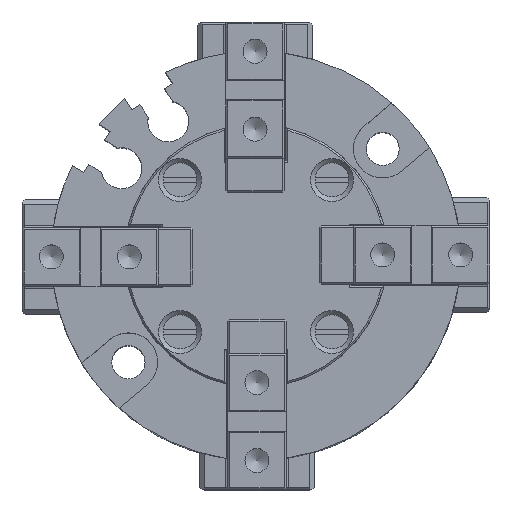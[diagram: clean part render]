
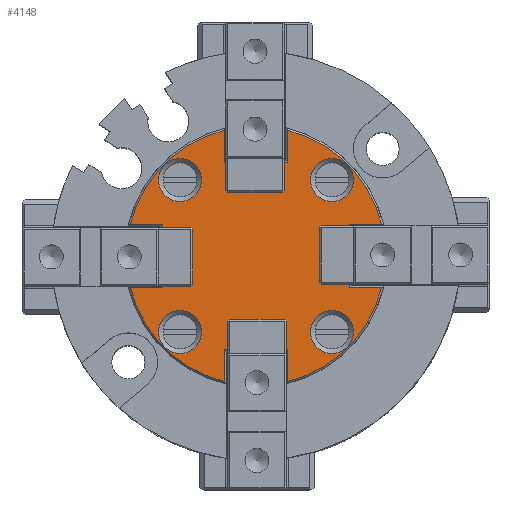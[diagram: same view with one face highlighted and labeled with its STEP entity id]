
A CAD part, top view. The second image highlights one B-rep face of the part: STEP entity #4148.
In plain terms, the highlighted planar face has unit normal (0, 0, 1).
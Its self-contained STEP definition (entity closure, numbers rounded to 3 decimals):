
#387=LINE('',#6801,#798);
#396=LINE('',#6822,#807);
#407=LINE('',#6851,#818);
#428=LINE('',#6917,#839);
#438=LINE('',#6942,#849);
#449=LINE('',#6974,#860);
#456=LINE('',#6995,#867);
#459=LINE('',#7001,#870);
#461=LINE('',#7004,#872);
#469=LINE('',#7024,#880);
#472=LINE('',#7030,#883);
#474=LINE('',#7033,#885);
#798=VECTOR('',#5523,10.);
#807=VECTOR('',#5540,10.);
#818=VECTOR('',#5561,10.);
#839=VECTOR('',#5612,10.);
#849=VECTOR('',#5630,10.);
#860=VECTOR('',#5657,10.);
#867=VECTOR('',#5676,10.);
#870=VECTOR('',#5681,10.);
#872=VECTOR('',#5685,10.);
#880=VECTOR('',#5707,10.);
#883=VECTOR('',#5712,10.);
#885=VECTOR('',#5716,10.);
#1078=PLANE('',#4624);
#1137=FACE_BOUND('',#1711,.T.);
#1138=FACE_BOUND('',#1712,.T.);
#1139=FACE_BOUND('',#1713,.T.);
#1140=FACE_BOUND('',#1714,.T.);
#1420=FACE_OUTER_BOUND('',#1710,.T.);
#1710=EDGE_LOOP('',(#3787,#3788,#3789,#3790,#3791,#3792,#3793,#3794,#3795,
#3796,#3797,#3798,#3799,#3800,#3801,#3802));
#1711=EDGE_LOOP('',(#3803));
#1712=EDGE_LOOP('',(#3804));
#1713=EDGE_LOOP('',(#3805));
#1714=EDGE_LOOP('',(#3806));
#1825=CIRCLE('',#4525,2.2);
#1828=CIRCLE('',#4530,2.2);
#1831=CIRCLE('',#4535,2.2);
#1834=CIRCLE('',#4540,2.2);
#1841=CIRCLE('',#4573,13.3);
#1845=CIRCLE('',#4594,13.3);
#1847=CIRCLE('',#4601,13.3);
#1849=CIRCLE('',#4610,13.3);
#2114=VERTEX_POINT('',#6715);
#2117=VERTEX_POINT('',#6723);
#2120=VERTEX_POINT('',#6731);
#2123=VERTEX_POINT('',#6739);
#2133=VERTEX_POINT('',#6769);
#2138=VERTEX_POINT('',#6787);
#2141=VERTEX_POINT('',#6800);
#2149=VERTEX_POINT('',#6821);
#2155=VERTEX_POINT('',#6840);
#2161=VERTEX_POINT('',#6867);
#2164=VERTEX_POINT('',#6879);
#2171=VERTEX_POINT('',#6903);
#2174=VERTEX_POINT('',#6916);
#2182=VERTEX_POINT('',#6941);
#2188=VERTEX_POINT('',#6963);
#2191=VERTEX_POINT('',#6978);
#2194=VERTEX_POINT('',#6994);
#2196=VERTEX_POINT('',#7000);
#2201=VERTEX_POINT('',#7023);
#2203=VERTEX_POINT('',#7029);
#2597=EDGE_CURVE('',#2114,#2114,#1825,.T.);
#2600=EDGE_CURVE('',#2117,#2117,#1828,.T.);
#2603=EDGE_CURVE('',#2120,#2120,#1831,.T.);
#2606=EDGE_CURVE('',#2123,#2123,#1834,.T.);
#2631=EDGE_CURVE('',#2133,#2141,#387,.T.);
#2641=EDGE_CURVE('',#2141,#2149,#396,.T.);
#2654=EDGE_CURVE('',#2149,#2155,#407,.T.);
#2672=EDGE_CURVE('',#2155,#2164,#1841,.T.);
#2683=EDGE_CURVE('',#2164,#2174,#428,.T.);
#2694=EDGE_CURVE('',#2174,#2182,#438,.T.);
#2709=EDGE_CURVE('',#2182,#2188,#449,.T.);
#2716=EDGE_CURVE('',#2188,#2191,#1845,.T.);
#2719=EDGE_CURVE('',#2191,#2194,#456,.T.);
#2722=EDGE_CURVE('',#2194,#2196,#459,.T.);
#2724=EDGE_CURVE('',#2196,#2171,#461,.T.);
#2729=EDGE_CURVE('',#2171,#2161,#1847,.T.);
#2735=EDGE_CURVE('',#2161,#2201,#469,.T.);
#2738=EDGE_CURVE('',#2201,#2203,#472,.T.);
#2740=EDGE_CURVE('',#2203,#2138,#474,.T.);
#2745=EDGE_CURVE('',#2138,#2133,#1849,.T.);
#3787=ORIENTED_EDGE('',*,*,#2631,.F.);
#3788=ORIENTED_EDGE('',*,*,#2745,.F.);
#3789=ORIENTED_EDGE('',*,*,#2740,.F.);
#3790=ORIENTED_EDGE('',*,*,#2738,.F.);
#3791=ORIENTED_EDGE('',*,*,#2735,.F.);
#3792=ORIENTED_EDGE('',*,*,#2729,.F.);
#3793=ORIENTED_EDGE('',*,*,#2724,.F.);
#3794=ORIENTED_EDGE('',*,*,#2722,.F.);
#3795=ORIENTED_EDGE('',*,*,#2719,.F.);
#3796=ORIENTED_EDGE('',*,*,#2716,.F.);
#3797=ORIENTED_EDGE('',*,*,#2709,.F.);
#3798=ORIENTED_EDGE('',*,*,#2694,.F.);
#3799=ORIENTED_EDGE('',*,*,#2683,.F.);
#3800=ORIENTED_EDGE('',*,*,#2672,.F.);
#3801=ORIENTED_EDGE('',*,*,#2654,.F.);
#3802=ORIENTED_EDGE('',*,*,#2641,.F.);
#3803=ORIENTED_EDGE('',*,*,#2597,.T.);
#3804=ORIENTED_EDGE('',*,*,#2600,.T.);
#3805=ORIENTED_EDGE('',*,*,#2603,.T.);
#3806=ORIENTED_EDGE('',*,*,#2606,.T.);
#4148=ADVANCED_FACE('',(#1420,#1137,#1138,#1139,#1140),#1078,.T.);
#4525=AXIS2_PLACEMENT_3D('',#6716,#5447,#5448);
#4530=AXIS2_PLACEMENT_3D('',#6724,#5457,#5458);
#4535=AXIS2_PLACEMENT_3D('',#6732,#5467,#5468);
#4540=AXIS2_PLACEMENT_3D('',#6740,#5477,#5478);
#4573=AXIS2_PLACEMENT_3D('',#6893,#5592,#5593);
#4594=AXIS2_PLACEMENT_3D('',#6989,#5669,#5670);
#4601=AXIS2_PLACEMENT_3D('',#7013,#5694,#5695);
#4610=AXIS2_PLACEMENT_3D('',#7042,#5725,#5726);
#4624=AXIS2_PLACEMENT_3D('',#7066,#5763,#5764);
#5447=DIRECTION('center_axis',(0.,0.,-1.));
#5448=DIRECTION('ref_axis',(1.,0.,0.));
#5457=DIRECTION('center_axis',(0.,0.,-1.));
#5458=DIRECTION('ref_axis',(1.,0.,0.));
#5467=DIRECTION('center_axis',(0.,0.,-1.));
#5468=DIRECTION('ref_axis',(1.,0.,0.));
#5477=DIRECTION('center_axis',(0.,0.,-1.));
#5478=DIRECTION('ref_axis',(1.,0.,0.));
#5523=DIRECTION('',(0.,1.,0.));
#5540=DIRECTION('',(-1.,0.,0.));
#5561=DIRECTION('',(0.,-1.,0.));
#5592=DIRECTION('center_axis',(0.,0.,-1.));
#5593=DIRECTION('ref_axis',(-0.974,-0.226,0.));
#5612=DIRECTION('',(1.,0.,0.));
#5630=DIRECTION('',(0.,1.,0.));
#5657=DIRECTION('',(-1.,0.,0.));
#5669=DIRECTION('center_axis',(0.,0.,-1.));
#5670=DIRECTION('ref_axis',(-0.226,0.974,0.));
#5676=DIRECTION('',(0.,-1.,0.));
#5681=DIRECTION('',(1.,0.,0.));
#5685=DIRECTION('',(0.,1.,0.));
#5694=DIRECTION('center_axis',(0.,0.,-1.));
#5695=DIRECTION('ref_axis',(0.974,0.226,0.));
#5707=DIRECTION('',(-1.,0.,0.));
#5712=DIRECTION('',(0.,-1.,0.));
#5716=DIRECTION('',(1.,0.,0.));
#5725=DIRECTION('center_axis',(0.,0.,-1.));
#5726=DIRECTION('ref_axis',(0.226,-0.974,0.));
#5763=DIRECTION('center_axis',(0.,0.,1.));
#5764=DIRECTION('ref_axis',(1.,0.,0.));
#6715=CARTESIAN_POINT('',(-5.6,-7.8,2.));
#6716=CARTESIAN_POINT('Origin',(-7.8,-7.8,2.));
#6723=CARTESIAN_POINT('',(-5.6,7.8,2.));
#6724=CARTESIAN_POINT('Origin',(-7.8,7.8,2.));
#6731=CARTESIAN_POINT('',(10.,7.8,2.));
#6732=CARTESIAN_POINT('Origin',(7.8,7.8,2.));
#6739=CARTESIAN_POINT('',(10.,-7.8,2.));
#6740=CARTESIAN_POINT('Origin',(7.8,-7.8,2.));
#6769=CARTESIAN_POINT('',(3.25,-12.897,2.));
#6787=CARTESIAN_POINT('',(12.897,-3.25,2.));
#6800=CARTESIAN_POINT('',(3.25,-9.6,2.));
#6801=CARTESIAN_POINT('',(3.25,-4.9,2.));
#6821=CARTESIAN_POINT('',(-3.25,-9.6,2.));
#6822=CARTESIAN_POINT('',(-1.525,-9.6,2.));
#6840=CARTESIAN_POINT('',(-3.25,-12.897,2.));
#6851=CARTESIAN_POINT('',(-3.25,-6.575,2.));
#6867=CARTESIAN_POINT('',(12.897,3.25,2.));
#6879=CARTESIAN_POINT('',(-12.897,-3.25,2.));
#6893=CARTESIAN_POINT('Origin',(0.,0.,2.));
#6903=CARTESIAN_POINT('',(3.25,12.897,2.));
#6916=CARTESIAN_POINT('',(-9.6,-3.25,2.));
#6917=CARTESIAN_POINT('',(-4.9,-3.25,2.));
#6941=CARTESIAN_POINT('',(-9.6,3.25,2.));
#6942=CARTESIAN_POINT('',(-9.6,1.525,2.));
#6963=CARTESIAN_POINT('',(-12.897,3.25,2.));
#6974=CARTESIAN_POINT('',(-6.575,3.25,2.));
#6978=CARTESIAN_POINT('',(-3.25,12.897,2.));
#6989=CARTESIAN_POINT('Origin',(0.,0.,2.));
#6994=CARTESIAN_POINT('',(-3.25,9.6,2.));
#6995=CARTESIAN_POINT('',(-3.25,4.9,2.));
#7000=CARTESIAN_POINT('',(3.25,9.6,2.));
#7001=CARTESIAN_POINT('',(1.525,9.6,2.));
#7004=CARTESIAN_POINT('',(3.25,6.575,2.));
#7013=CARTESIAN_POINT('Origin',(0.,0.,2.));
#7023=CARTESIAN_POINT('',(9.6,3.25,2.));
#7024=CARTESIAN_POINT('',(4.9,3.25,2.));
#7029=CARTESIAN_POINT('',(9.6,-3.25,2.));
#7030=CARTESIAN_POINT('',(9.6,-1.525,2.));
#7033=CARTESIAN_POINT('',(6.575,-3.25,2.));
#7042=CARTESIAN_POINT('Origin',(0.,0.,2.));
#7066=CARTESIAN_POINT('Origin',(0.,0.,
2.));
